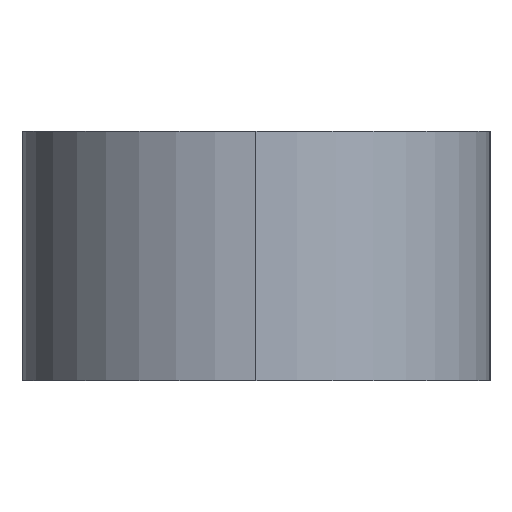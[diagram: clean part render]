
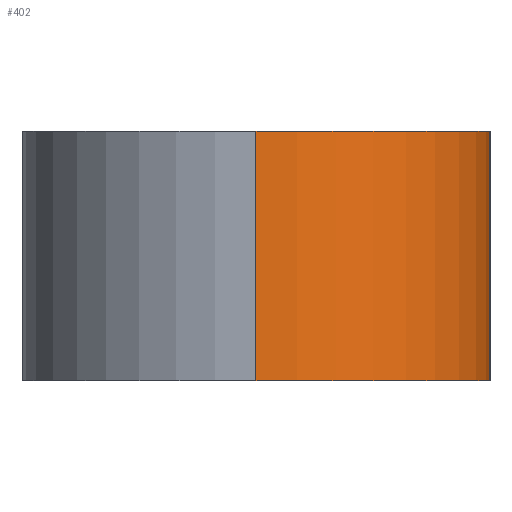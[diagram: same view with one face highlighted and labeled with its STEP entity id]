
A CAD part, left-side view. The second image highlights one B-rep face of the part: STEP entity #402.
In plain terms, the highlighted cylindrical face has radius 3.75 mm (diameter 7.5 mm), a partial arc.
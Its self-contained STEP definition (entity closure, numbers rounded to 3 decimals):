
#3 = ORIENTED_EDGE ( 'NONE', *, *, #404, .F. ) ;
#8 = DIRECTION ( 'NONE',  ( 0., 0., -1. ) ) ;
#10 = LINE ( 'NONE', #243, #31 ) ;
#16 = ORIENTED_EDGE ( 'NONE', *, *, #308, .T. ) ;
#31 = VECTOR ( 'NONE', #8, 1000. ) ;
#43 = CARTESIAN_POINT ( 'NONE',  ( -22.865, -3.75, 4. ) ) ;
#45 = VERTEX_POINT ( 'NONE', #48 ) ;
#48 = CARTESIAN_POINT ( 'NONE',  ( -26.615, 0., 4. ) ) ;
#52 = DIRECTION ( 'NONE',  ( 0., 0., 1. ) ) ;
#62 = VERTEX_POINT ( 'NONE', #152 ) ;
#71 = DIRECTION ( 'NONE',  ( 0., 0., -1. ) ) ;
#81 = DIRECTION ( 'NONE',  ( -1., 0., 0. ) ) ;
#82 = AXIS2_PLACEMENT_3D ( 'NONE', #112, #177, #81 ) ;
#83 = ORIENTED_EDGE ( 'NONE', *, *, #371, .F. ) ;
#91 = DIRECTION ( 'NONE',  ( 1., 0., 0. ) ) ;
#112 = CARTESIAN_POINT ( 'NONE',  ( -22.865, 0., 4. ) ) ;
#122 = VERTEX_POINT ( 'NONE', #43 ) ;
#152 = CARTESIAN_POINT ( 'NONE',  ( -26.615, 0., 0. ) ) ;
#153 = ORIENTED_EDGE ( 'NONE', *, *, #214, .T. ) ;
#168 = CARTESIAN_POINT ( 'NONE',  ( -22.865, 0., 4. ) ) ;
#170 = VECTOR ( 'NONE', #71, 1000. ) ;
#177 = DIRECTION ( 'NONE',  ( 0., 0., -1. ) ) ;
#179 = AXIS2_PLACEMENT_3D ( 'NONE', #168, #293, #424 ) ;
#214 = EDGE_CURVE ( 'NONE', #62, #284, #410, .T. ) ;
#224 = CARTESIAN_POINT ( 'NONE',  ( -22.865, 0., 0. ) ) ;
#243 = CARTESIAN_POINT ( 'NONE',  ( -22.865, -3.75, 4. ) ) ;
#266 = LINE ( 'NONE', #365, #170 ) ;
#284 = VERTEX_POINT ( 'NONE', #290 ) ;
#290 = CARTESIAN_POINT ( 'NONE',  ( -22.865, -3.75, 0. ) ) ;
#293 = DIRECTION ( 'NONE',  ( 0., 0., 1. ) ) ;
#299 = CYLINDRICAL_SURFACE ( 'NONE', #82, 3.75 ) ;
#304 = CIRCLE ( 'NONE', #179, 3.75 ) ;
#308 = EDGE_CURVE ( 'NONE', #45, #62, #266, .T. ) ;
#318 = EDGE_LOOP ( 'NONE', ( #83, #16, #153, #3 ) ) ;
#351 = AXIS2_PLACEMENT_3D ( 'NONE', #224, #52, #91 ) ;
#365 = CARTESIAN_POINT ( 'NONE',  ( -26.615, 0., 4. ) ) ;
#371 = EDGE_CURVE ( 'NONE', #45, #122, #304, .T. ) ;
#372 = FACE_OUTER_BOUND ( 'NONE', #318, .T. ) ;
#402 = ADVANCED_FACE ( 'NONE', ( #372 ), #299, .T. ) ;
#404 = EDGE_CURVE ( 'NONE', #122, #284, #10, .T. ) ;
#410 = CIRCLE ( 'NONE', #351, 3.75 ) ;
#424 = DIRECTION ( 'NONE',  ( 1., 0., 0. ) ) ;
